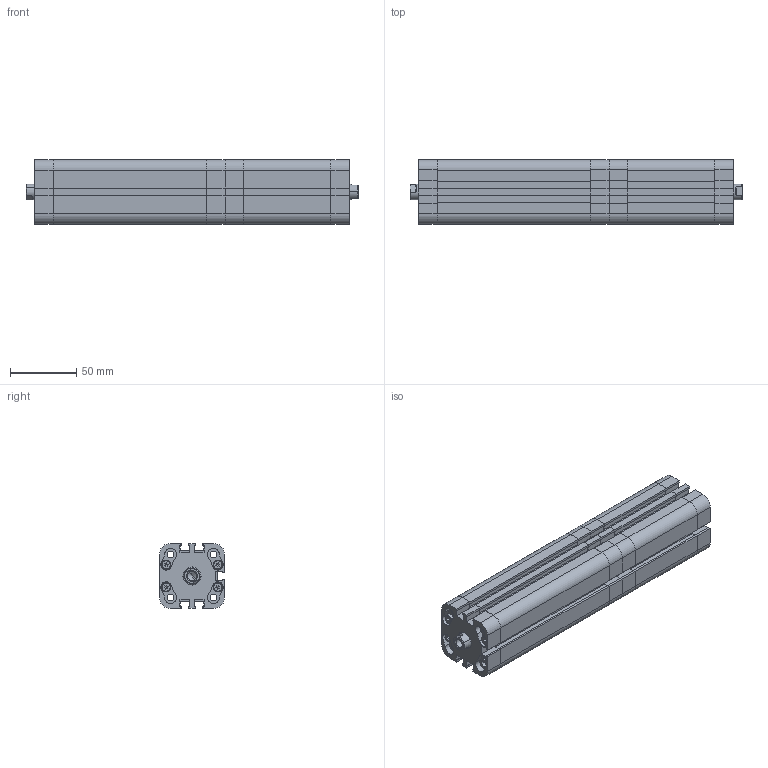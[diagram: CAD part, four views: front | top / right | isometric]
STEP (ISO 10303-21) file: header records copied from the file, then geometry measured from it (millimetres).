
FILE_DESCRIPTION (( 'STEP AP214' ), '1' );
FILE_NAME ('SM_026_032_0050_0100_NP.STEP', '2019-11-22T14:05:03', ( '' ), ( '' ), 'SwSTEP 2.0', 'SolidWorks 2019', '' );
FILE_SCHEMA (( 'AUTOMOTIVE_DESIGN' ));
Length unit declared in the file: millimetre
Products named in the file (25): Kopia Magnes^T³ok kpl_TANDEM DT_Magnes D032; Kopia SMART - U. t硂czyska^Pokrywa prz骴 kpl_TANDEM DT_U. t坥czyska - D032; T³oczysko^TANDEM DT_Tˆoczysko - D032; Kopia SMART - U. t³oka wklejana^T³ok kpl_TANDEM DT_U. tˆoka wklejana - D032; T³oczysko^TANDEM DT - 2_Tˆoczysko - D032; Kopia Pokrywa ty³^Pokrywa ty³ kpl_TANDEM DT_Smart - Pok tyˆ - D032; Pokrywa ty³ kpl^TANDEM DT_Pok tyˆ - D032; Kopia Tuleja prowadz¹ca^Pokrywa przód kpl_TANDEM DT_Tuleja prowadz¥ca - D032; socket head thin cap screw_din_DIN 7984 - M4 x 18 --- 15.9N; Kopia Pierœcieñ prowadz¹cy^T³ok kpl_TANDEM DT_Pier˜cieä prowadz¥cy D032; Kopia T硂k^T硂k kpl_TANDEM DT_T坥k - D032; Kopia SMART - U. t³oka S^T³ok kpl_TANDEM DT_U. tˆoka S - D032; Tuleja^TANDEM DT - 2_Tuleja - D032; socket head thin cap screw_din_DIN 7984 - M6 x 20 --- 17N; T硂k kpl^TANDEM DT_T坥k kpl - D032; Kopia SMART - U. typ Oring - pokrywa^Pokrywa przód kpl_TANDEM DT_U. typ Oring - D032; Pokrywa przód kpl^TANDEM DT_Pokrywa prz¢d kpl - D032; SM_026_032_0050_0100_NP; Kopia SMART - U. t³oka luŸna^T³ok kpl_TANDEM DT_U. tˆoka lu«na - D032; Kopia Pokrywa prz^Pokrywa prz kpl_TANDEM DT_Smart - Pok prz｢d - D032; Tuleja^TANDEM DT_Tuleja - D032; Kopia SMART - U. typ Oring - pokrywa^Pokrywa ty³ kpl_TANDEM DT_U. typ Oring - D032
Assembly tree (52 placements, depth 3):
  SM_026_032_0050_0100_NP
    Pokrywa przód kpl^TANDEM DT_Pokrywa prz¢d kpl - D032
      Kopia Pokrywa prz^Pokrywa prz kpl_TANDEM DT_Smart - Pok prz｢d - D032
      Kopia SMART - U. typ Oring - pokrywa^Pokrywa przód kpl_TANDEM DT_U. typ Oring - D032
      Kopia Tuleja prowadz¹ca^Pokrywa przód kpl_TANDEM DT_Tuleja prowadz¥ca - D032
      Kopia SMART - U. t硂czyska^Pokrywa prz骴 kpl_TANDEM DT_U. t坥czyska - D032
    Tuleja^TANDEM DT_Tuleja - D032
    Pokrywa ty³ kpl^TANDEM DT_Pok tyˆ - D032
      Kopia Pokrywa ty³^Pokrywa ty³ kpl_TANDEM DT_Smart - Pok tyˆ - D032
      Kopia SMART - U. typ Oring - pokrywa^Pokrywa ty³ kpl_TANDEM DT_U. typ Oring - D032
    socket head thin cap screw_din_DIN 7984 - M4 x 18 --- 15.9N  x16
    T硂k kpl^TANDEM DT_T坥k kpl - D032
      Kopia T硂k^T硂k kpl_TANDEM DT_T坥k - D032
      Kopia Magnes^T³ok kpl_TANDEM DT_Magnes D032
      Kopia Pierœcieñ prowadz¹cy^T³ok kpl_TANDEM DT_Pier˜cieä prowadz¥cy D032
      Kopia SMART - U. t³oka luŸna^T³ok kpl_TANDEM DT_U. tˆoka lu«na - D032
      Kopia SMART - U. t³oka wklejana^T³ok kpl_TANDEM DT_U. tˆoka wklejana - D032
      Kopia SMART - U. t³oka S^T³ok kpl_TANDEM DT_U. tˆoka S - D032
    socket head thin cap screw_din_DIN 7984 - M6 x 20 --- 17N  x2
    T³oczysko^TANDEM DT_Tˆoczysko - D032
    Pokrywa przód kpl^TANDEM DT_Pokrywa prz¢d kpl - D032
      Kopia Pokrywa prz^Pokrywa prz kpl_TANDEM DT_Smart - Pok prz｢d - D032
      Kopia SMART - U. typ Oring - pokrywa^Pokrywa przód kpl_TANDEM DT_U. typ Oring - D032
      Kopia Tuleja prowadz¹ca^Pokrywa przód kpl_TANDEM DT_Tuleja prowadz¥ca - D032
      Kopia SMART - U. t硂czyska^Pokrywa prz骴 kpl_TANDEM DT_U. t坥czyska - D032
    Tuleja^TANDEM DT - 2_Tuleja - D032
    Pokrywa ty³ kpl^TANDEM DT_Pok tyˆ - D032
      Kopia Pokrywa ty³^Pokrywa ty³ kpl_TANDEM DT_Smart - Pok tyˆ - D032
      Kopia SMART - U. typ Oring - pokrywa^Pokrywa ty³ kpl_TANDEM DT_U. typ Oring - D032
    T硂k kpl^TANDEM DT_T坥k kpl - D032
      Kopia T硂k^T硂k kpl_TANDEM DT_T坥k - D032
      Kopia Magnes^T³ok kpl_TANDEM DT_Magnes D032
      Kopia Pierœcieñ prowadz¹cy^T³ok kpl_TANDEM DT_Pier˜cieä prowadz¥cy D032
      Kopia SMART - U. t³oka luŸna^T³ok kpl_TANDEM DT_U. tˆoka lu«na - D032
      Kopia SMART - U. t³oka wklejana^T³ok kpl_TANDEM DT_U. tˆoka wklejana - D032
      Kopia SMART - U. t³oka S^T³ok kpl_TANDEM DT_U. tˆoka S - D032
    T³oczysko^TANDEM DT - 2_Tˆoczysko - D032
Bounding box: 251 x 49 x 49 mm (x, y, z)
Volume: 280606.8 mm3; surface area: 199354.2 mm2
Topology: 48 solids, 48 shells, 2022 faces, 5034 edges, 3224 vertices
Faces by surface type: plane 1020, cylinder 556, bspline 220, cone 154, torus 72
Entity records: 37211 total; most frequent: CARTESIAN_POINT 11483, ORIENTED_EDGE 5136, DIRECTION 4960, EDGE_CURVE 2568, AXIS2_PLACEMENT_3D 1699, VERTEX_POINT 1688, VECTOR 1562, LINE 1562
